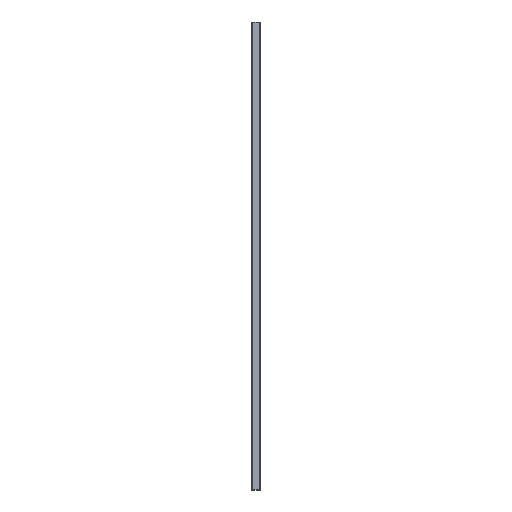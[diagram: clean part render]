
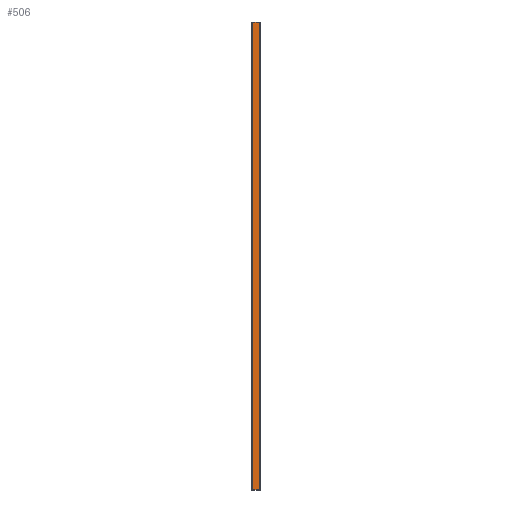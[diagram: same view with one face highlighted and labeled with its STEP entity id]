
A CAD part, top view. The second image highlights one B-rep face of the part: STEP entity #506.
In plain terms, the highlighted planar face has unit normal (0, 0, 1).
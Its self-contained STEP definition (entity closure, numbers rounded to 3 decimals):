
#506=ADVANCED_FACE('',(#1031),#1032,.T.);
#1031=FACE_OUTER_BOUND('',#1585,.T.);
#1032=PLANE('',#1586);
#1585=EDGE_LOOP('',(#3038,#3039,#3040,#3041));
#1586=AXIS2_PLACEMENT_3D('',#3042,#3043,#3044);
#3038=ORIENTED_EDGE('',*,*,#3690,.T.);
#3039=ORIENTED_EDGE('',*,*,#3820,.F.);
#3040=ORIENTED_EDGE('',*,*,#3560,.F.);
#3041=ORIENTED_EDGE('',*,*,#3818,.T.);
#3042=CARTESIAN_POINT('',(0.0,980.0,17.5));
#3043=DIRECTION('',(0.0,0.0,1.0));
#3044=DIRECTION('',(-1.0,0.0,-0.0));
#3560=EDGE_CURVE('',#4356,#4358,#4359,.T.);
#3690=EDGE_CURVE('',#4573,#4571,#4574,.T.);
#3818=EDGE_CURVE('',#4356,#4573,#4720,.T.);
#3820=EDGE_CURVE('',#4358,#4571,#4722,.T.);
#4356=VERTEX_POINT('',#5449);
#4358=VERTEX_POINT('',#5452);
#4359=LINE('',#5453,#5454);
#4571=VERTEX_POINT('',#5748);
#4573=VERTEX_POINT('',#5751);
#4574=LINE('',#5752,#5753);
#4720=LINE('',#5927,#5928);
#4722=LINE('',#5930,#5931);
#5449=CARTESIAN_POINT('',(-7.231,980.0,17.5));
#5452=CARTESIAN_POINT('',(7.231,980.0,17.5));
#5453=CARTESIAN_POINT('',(-7.231,980.0,17.5));
#5454=VECTOR('',#6321,1.0);
#5748=CARTESIAN_POINT('',(7.231,0.0,17.5));
#5751=CARTESIAN_POINT('',(-7.231,0.0,17.5));
#5752=CARTESIAN_POINT('',(-7.231,0.0,17.5));
#5753=VECTOR('',#6471,1.0);
#5927=CARTESIAN_POINT('',(-7.231,980.0,17.5));
#5928=VECTOR('',#6635,1.0);
#5930=CARTESIAN_POINT('',(7.231,980.0,17.5));
#5931=VECTOR('',#6636,1.0);
#6321=DIRECTION('',(1.0,0.0,0.0));
#6471=DIRECTION('',(1.0,0.0,0.0));
#6635=DIRECTION('',(0.0,-1.0,0.0));
#6636=DIRECTION('',(0.0,-1.0,0.0));
